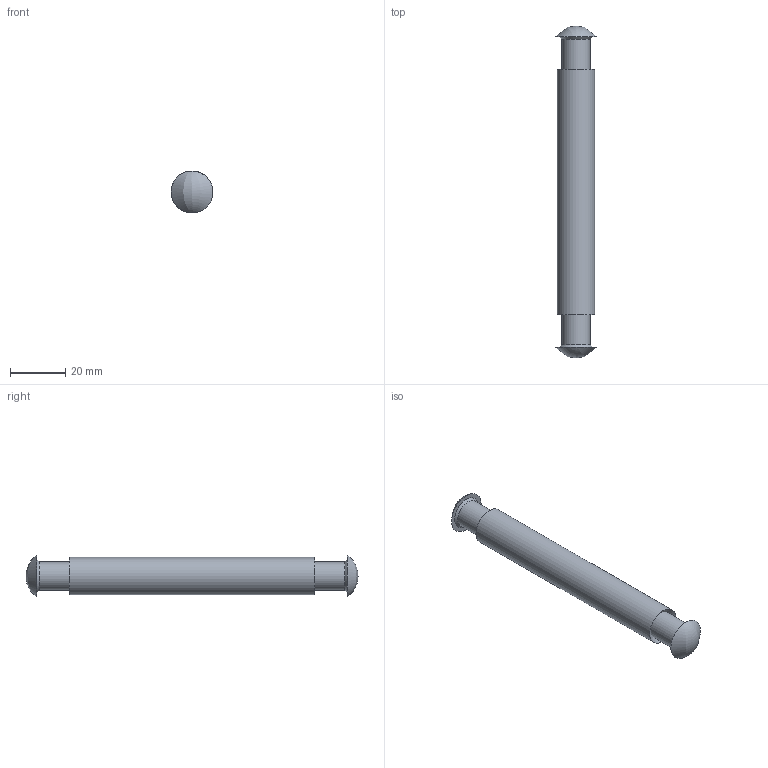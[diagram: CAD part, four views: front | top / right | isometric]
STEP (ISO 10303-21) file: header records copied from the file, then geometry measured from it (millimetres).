
FILE_DESCRIPTION (( 'STEP AP214' ), '1' );
FILE_NAME ('AFSB-3-4XS.STEP', '2023-12-13T15:07:30', ( '' ), ( '' ), 'SwSTEP 2.0', 'SolidWorks 2023', '' );
FILE_SCHEMA (( 'AUTOMOTIVE_DESIGN' ));
Length unit declared in the file: inch
Products named in the file (1): AFSB-3-4XS
Bounding box: 15.16 x 120.13 x 15.15 mm (x, y, z)
Volume: 22450.7 mm3; surface area: 8370.6 mm2
Topology: 2 solids, 2 shells, 10 faces, 14 edges, 10 vertices
Faces by surface type: bspline 4, plane 2, cone 2, cylinder 2
Full cylindrical faces by diameter (mm): 10.319 x1, 13.494 x1
Entity records: 405 total; most frequent: CARTESIAN_POINT 249, DIRECTION 26, ORIENTED_EDGE 16, EDGE_LOOP 16, AXIS2_PLACEMENT_3D 13, ADVANCED_FACE 8, FACE_OUTER_BOUND 8, VERTEX_POINT 8
